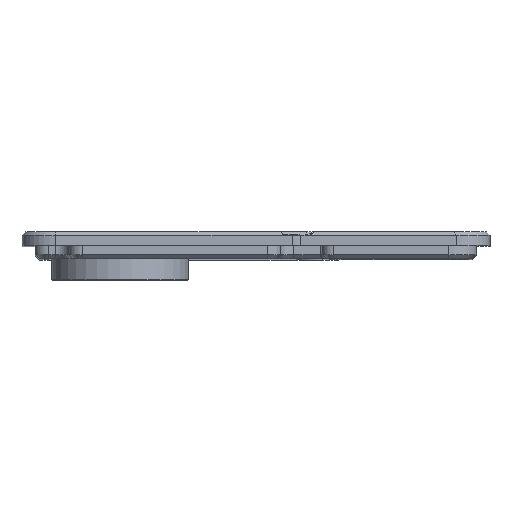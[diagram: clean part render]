
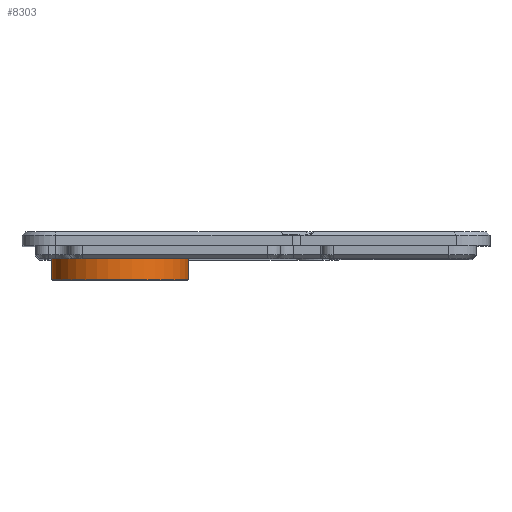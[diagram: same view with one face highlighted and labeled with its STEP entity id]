
A CAD part, top view. The second image highlights one B-rep face of the part: STEP entity #8303.
In plain terms, the highlighted cylindrical face has radius 10.25 mm (diameter 20.5 mm), a full revolution.
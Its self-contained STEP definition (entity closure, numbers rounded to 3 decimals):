
#80=CYLINDRICAL_SURFACE('',#8789,10.25);
#212=CIRCLE('',#8784,10.25);
#214=CIRCLE('',#8790,10.25);
#926=FACE_OUTER_BOUND('',#1417,.T.);
#1417=EDGE_LOOP('',(#7531,#7532,#7533,#7534));
#2502=LINE('',#14145,#3367);
#3367=VECTOR('',#10482,10.25);
#4181=VERTEX_POINT('',#14133);
#4183=VERTEX_POINT('',#14144);
#5332=EDGE_CURVE('',#4181,#4181,#212,.T.);
#5337=EDGE_CURVE('',#4181,#4183,#2502,.T.);
#5338=EDGE_CURVE('',#4183,#4183,#214,.T.);
#7531=ORIENTED_EDGE('',*,*,#5332,.F.);
#7532=ORIENTED_EDGE('',*,*,#5337,.T.);
#7533=ORIENTED_EDGE('',*,*,#5338,.F.);
#7534=ORIENTED_EDGE('',*,*,#5337,.F.);
#8303=ADVANCED_FACE('',(#926),#80,.T.);
#8784=AXIS2_PLACEMENT_3D('',#14134,#10467,#10468);
#8789=AXIS2_PLACEMENT_3D('',#14143,#10480,#10481);
#8790=AXIS2_PLACEMENT_3D('',#14146,#10483,#10484);
#10467=DIRECTION('center_axis',(0.,-1.,0.));
#10468=DIRECTION('ref_axis',(1.,0.,0.));
#10480=DIRECTION('center_axis',(0.,-1.,0.));
#10481=DIRECTION('ref_axis',(1.,0.,0.));
#10482=DIRECTION('',(0.,1.,0.));
#10483=DIRECTION('center_axis',(0.,1.,0.));
#10484=DIRECTION('ref_axis',(1.,0.,0.));
#14133=CARTESIAN_POINT('',(4.45,-5.,40.2));
#14134=CARTESIAN_POINT('Origin',(14.7,-5.,40.2));
#14143=CARTESIAN_POINT('Origin',(14.7,0.,40.2));
#14144=CARTESIAN_POINT('',(4.45,0.,40.2));
#14145=CARTESIAN_POINT('',(4.45,0.,40.2));
#14146=CARTESIAN_POINT('Origin',(14.7,0.,40.2));
